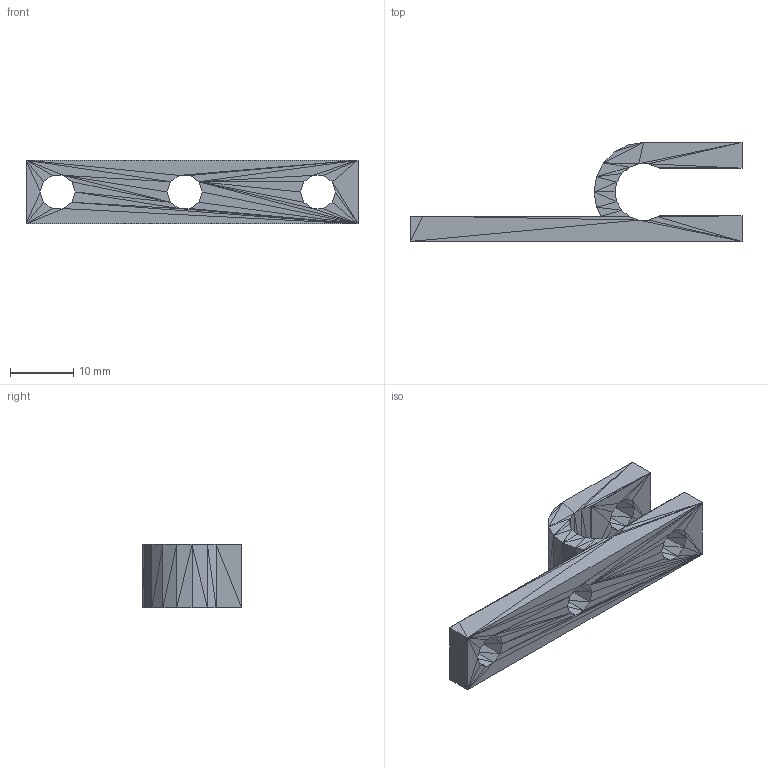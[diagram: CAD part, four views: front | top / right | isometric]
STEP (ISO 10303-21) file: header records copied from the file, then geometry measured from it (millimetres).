
FILE_DESCRIPTION(/* description */ (''),/* implementation_level */ '2;1');
FILE_NAME(/* name */ 'endstop-holder.stl',/* time_stamp */ '4/29/2012 5:15:41 PM',/* author */ (''),/* organization */ (''),/* preprocessor_version */ 'STL2STEP V1.x',/* originating_system */ '',/* authorisation */ '');
FILE_SCHEMA (('AUTOMOTIVE_DESIGN { 1 0 10303 214 1 1 1 1 }'));
Length unit declared in the file: millimetre
Bounding box: 52.3 x 15.6 x 10 mm (x, y, z)
Surface area: 2440.2 mm2 (no closed solid volume)
Topology: 0 solids, 290 shells, 290 faces, 870 edges, 139 vertices
Faces by surface type: plane 290
Entity records: 6277 total; most frequent: VECTOR 870, LINE 870, EDGE_CURVE 870, ORIENTED_EDGE 870, DIRECTION 839, CARTESIAN_POINT 342, AXIS2_PLACEMENT_3D 291, EDGE_LOOP 290
